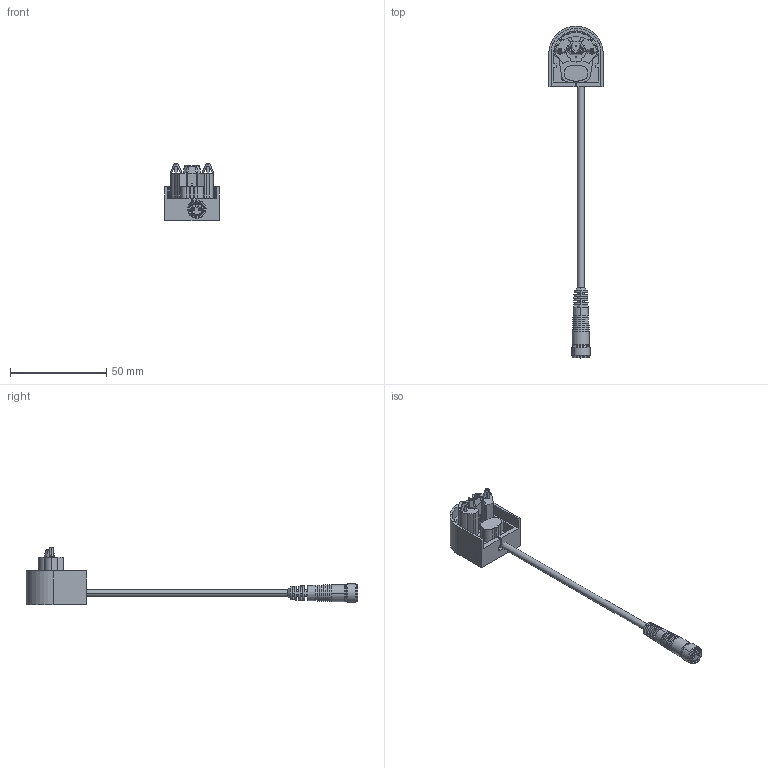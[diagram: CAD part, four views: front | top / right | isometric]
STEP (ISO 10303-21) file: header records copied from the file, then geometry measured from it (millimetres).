
FILE_DESCRIPTION (( 'STEP AP203' ), '1' );
FILE_NAME ('1804-2206_Default.step', '2022-02-03T14:53:02', ( 'Windows User' ), ( '' ), 'SwSTEP 2.0', 'SolidWorks 2021', '' );
FILE_SCHEMA (( 'CONFIG_CONTROL_DESIGN' ));
Length unit declared in the file: millimetre
Products named in the file (1): 1804-2206_Default
Bounding box: 28.2 x 172.5 x 30 mm (x, y, z)
Volume: 12626.1 mm3; surface area: 14201 mm2
Topology: 11 solids, 11 shells, 689 faces, 1739 edges, 1089 vertices
Faces by surface type: cylinder 286, plane 231, bspline 92, cone 80
Entity records: 23302 total; most frequent: CARTESIAN_POINT 6999, ORIENTED_EDGE 3446, DIRECTION 3445, EDGE_CURVE 1723, AXIS2_PLACEMENT_3D 1355, VERTEX_POINT 1089, CIRCLE 757, EDGE_LOOP 756
